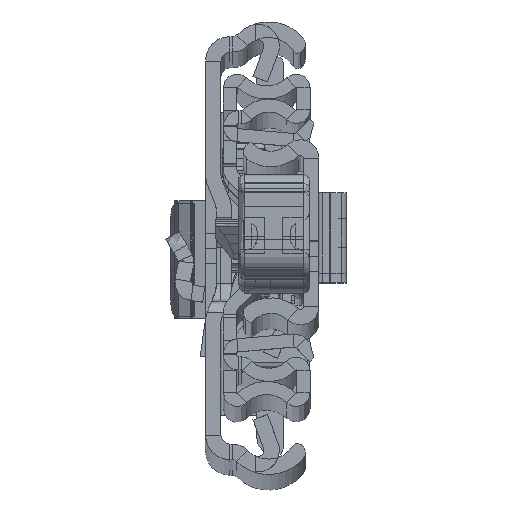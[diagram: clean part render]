
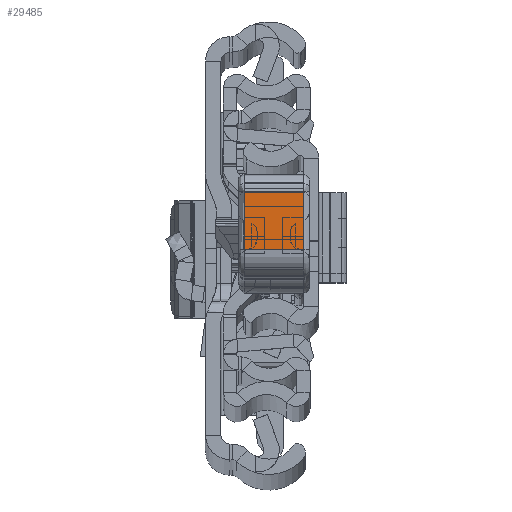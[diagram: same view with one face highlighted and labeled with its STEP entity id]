
A CAD part, top view. The second image highlights one B-rep face of the part: STEP entity #29485.
In plain terms, the highlighted face is planar.
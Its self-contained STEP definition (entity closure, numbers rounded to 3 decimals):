
#267 = ORIENTED_EDGE ( 'NONE', *, *, #24648, .F. ) ;
#722 = CARTESIAN_POINT ( 'NONE',  ( 39.55, -12.274, -10. ) ) ;
#1141 = EDGE_CURVE ( 'NONE', #29351, #35463, #2253, .T. ) ;
#2253 = LINE ( 'NONE', #23784, #9347 ) ;
#2811 = VECTOR ( 'NONE', #24130, 1000. ) ;
#5023 = EDGE_CURVE ( 'NONE', #22579, #30437, #13146, .T. ) ;
#5369 = VECTOR ( 'NONE', #10075, 1000. ) ;
#5391 = DIRECTION ( 'NONE',  ( 0.027, 1., 0. ) ) ;
#6138 = AXIS2_PLACEMENT_3D ( 'NONE', #13607, #20160, #25347 ) ;
#9347 = VECTOR ( 'NONE', #17996, 1000. ) ;
#10075 = DIRECTION ( 'NONE',  ( 0., 0., -1. ) ) ;
#11776 = CARTESIAN_POINT ( 'NONE',  ( 39.818, -2.465, -10. ) ) ;
#13146 = LINE ( 'NONE', #25086, #5369 ) ;
#13607 = CARTESIAN_POINT ( 'NONE',  ( 39.55, -12.274, -11. ) ) ;
#16714 = CARTESIAN_POINT ( 'NONE',  ( 39.55, -12.274, 0. ) ) ;
#17996 = DIRECTION ( 'NONE',  ( 0., 0., 1. ) ) ;
#20160 = DIRECTION ( 'NONE',  ( -1., 0.027, 0. ) ) ;
#20899 = EDGE_CURVE ( 'NONE', #35463, #22579, #31738, .T. ) ;
#22517 = CARTESIAN_POINT ( 'NONE',  ( 39.55, -12.274, 0. ) ) ;
#22579 = VERTEX_POINT ( 'NONE', #32826 ) ;
#23784 = CARTESIAN_POINT ( 'NONE',  ( 39.55, -12.274, -11. ) ) ;
#24130 = DIRECTION ( 'NONE',  ( -0.027, -1., 0. ) ) ;
#24648 = EDGE_CURVE ( 'NONE', #30437, #29351, #30076, .T. ) ;
#24912 = ORIENTED_EDGE ( 'NONE', *, *, #1141, .F. ) ;
#25086 = CARTESIAN_POINT ( 'NONE',  ( 39.818, -2.465, -11. ) ) ;
#25347 = DIRECTION ( 'NONE',  ( -0.027, -1., 0. ) ) ;
#27218 = ORIENTED_EDGE ( 'NONE', *, *, #20899, .F. ) ;
#29351 = VERTEX_POINT ( 'NONE', #722 ) ;
#29370 = EDGE_LOOP ( 'NONE', ( #24912, #267, #32427, #27218 ) ) ;
#29485 = ADVANCED_FACE ( 'NONE', ( #37091 ), #31688, .F. ) ;
#30076 = LINE ( 'NONE', #36066, #2811 ) ;
#30437 = VERTEX_POINT ( 'NONE', #11776 ) ;
#31688 = PLANE ( 'NONE',  #6138 ) ;
#31738 = LINE ( 'NONE', #22517, #37595 ) ;
#32427 = ORIENTED_EDGE ( 'NONE', *, *, #5023, .F. ) ;
#32826 = CARTESIAN_POINT ( 'NONE',  ( 39.818, -2.465, 0. ) ) ;
#35463 = VERTEX_POINT ( 'NONE', #16714 ) ;
#36066 = CARTESIAN_POINT ( 'NONE',  ( 39.55, -12.274, -10. ) ) ;
#37091 = FACE_OUTER_BOUND ( 'NONE', #29370, .T. ) ;
#37595 = VECTOR ( 'NONE', #5391, 1000. ) ;
